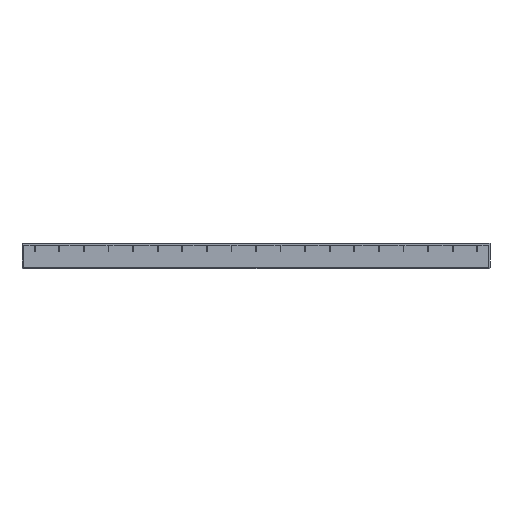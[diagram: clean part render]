
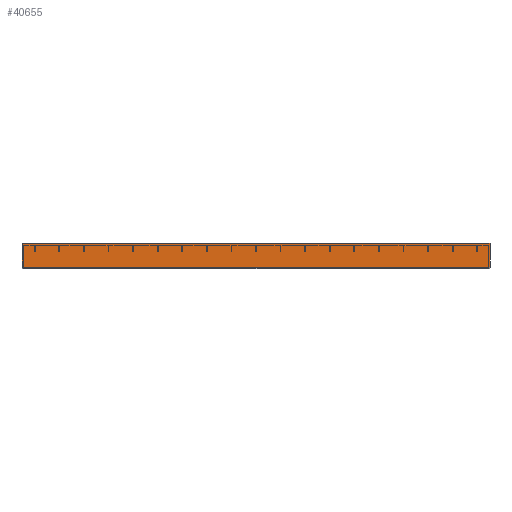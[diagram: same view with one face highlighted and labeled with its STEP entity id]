
A CAD part, top view. The second image highlights one B-rep face of the part: STEP entity #40655.
In plain terms, the highlighted planar face has unit normal (0, 0, 1).
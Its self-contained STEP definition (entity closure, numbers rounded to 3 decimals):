
#2235 = CARTESIAN_POINT ( 'NONE',  ( 590., -15., 0. ) ) ;
#2647 = CARTESIAN_POINT ( 'NONE',  ( 0., 15., 0. ) ) ;
#3336 = FACE_OUTER_BOUND ( 'NONE', #38520, .T. ) ;
#4307 = ORIENTED_EDGE ( 'NONE', *, *, #68856, .T. ) ;
#5732 = CARTESIAN_POINT ( 'NONE',  ( 0., -5., 0. ) ) ;
#6319 = LINE ( 'NONE', #81181, #30652 ) ;
#6350 = ORIENTED_EDGE ( 'NONE', *, *, #62809, .F. ) ;
#6831 = VERTEX_POINT ( 'NONE', #54381 ) ;
#7979 = LINE ( 'NONE', #2235, #73711 ) ;
#16965 = DIRECTION ( 'NONE',  ( 0., 1., 0. ) ) ;
#19292 = EDGE_CURVE ( 'NONE', #6831, #65622, #7979, .T. ) ;
#23467 = DIRECTION ( 'NONE',  ( 0., 0., -1. ) ) ;
#24102 = LINE ( 'NONE', #39272, #76004 ) ;
#25028 = CARTESIAN_POINT ( 'NONE',  ( 0., 5., 0. ) ) ;
#26974 = DIRECTION ( 'NONE',  ( -1., 0., 0. ) ) ;
#27033 = B_SPLINE_CURVE_WITH_KNOTS ( 'NONE', 3,
 ( #46053, #5732, #25028, #65914 ),
 .UNSPECIFIED., .F., .F.,
 ( 4, 4 ),
 ( 0., 1. ),
 .UNSPECIFIED. ) ;
#30588 = CARTESIAN_POINT ( 'NONE',  ( 590., 15., 0. ) ) ;
#30652 = VECTOR ( 'NONE', #26974, 1000. ) ;
#38520 = EDGE_LOOP ( 'NONE', ( #4307, #50723, #44761, #6350 ) ) ;
#39272 = CARTESIAN_POINT ( 'NONE',  ( 590., 15., 0. ) ) ;
#40655 = ADVANCED_FACE ( 'NONE', ( #3336 ), #44810, .F. ) ;
#44761 = ORIENTED_EDGE ( 'NONE', *, *, #19292, .F. ) ;
#44810 = PLANE ( 'NONE',  #85682 ) ;
#46053 = CARTESIAN_POINT ( 'NONE',  ( 0., -15., 0. ) ) ;
#48512 = VERTEX_POINT ( 'NONE', #2647 ) ;
#50723 = ORIENTED_EDGE ( 'NONE', *, *, #75056, .F. ) ;
#54381 = CARTESIAN_POINT ( 'NONE',  ( 590., -15., 0. ) ) ;
#58499 = DIRECTION ( 'NONE',  ( 0., -1., 0. ) ) ;
#59699 = CARTESIAN_POINT ( 'NONE',  ( 590., 15., 0. ) ) ;
#62809 = EDGE_CURVE ( 'NONE', #84214, #6831, #24102, .T. ) ;
#65622 = VERTEX_POINT ( 'NONE', #74733 ) ;
#65914 = CARTESIAN_POINT ( 'NONE',  ( 0., 15., 0. ) ) ;
#68856 = EDGE_CURVE ( 'NONE', #84214, #48512, #6319, .T. ) ;
#73711 = VECTOR ( 'NONE', #83750, 1000. ) ;
#74733 = CARTESIAN_POINT ( 'NONE',  ( 0., -15., 0. ) ) ;
#75056 = EDGE_CURVE ( 'NONE', #65622, #48512, #27033, .T. ) ;
#76004 = VECTOR ( 'NONE', #58499, 1000. ) ;
#81181 = CARTESIAN_POINT ( 'NONE',  ( 590., 15., 0. ) ) ;
#83750 = DIRECTION ( 'NONE',  ( -1., 0., 0. ) ) ;
#84214 = VERTEX_POINT ( 'NONE', #59699 ) ;
#85682 = AXIS2_PLACEMENT_3D ( 'NONE', #30588, #23467, #16965 ) ;
